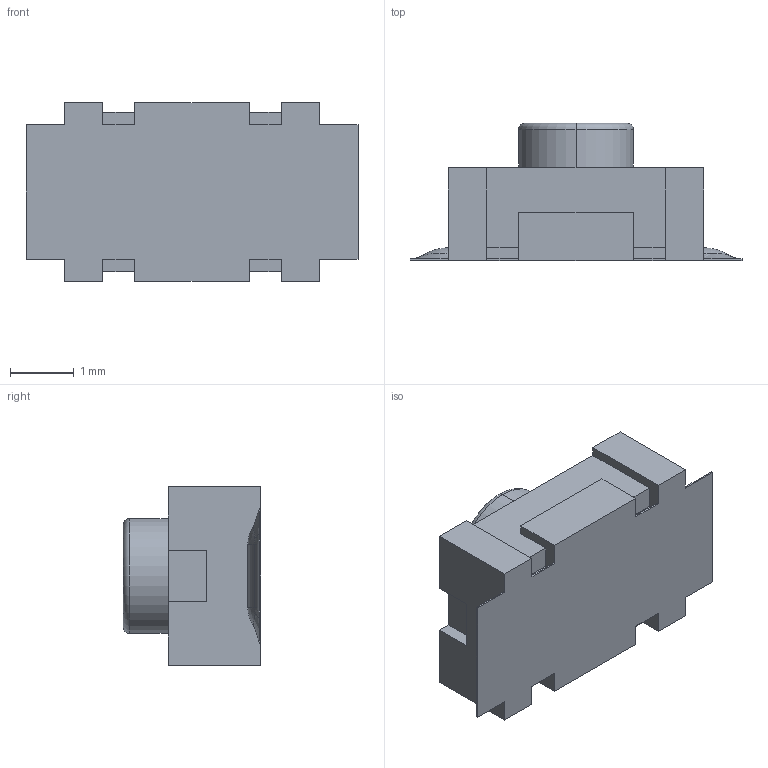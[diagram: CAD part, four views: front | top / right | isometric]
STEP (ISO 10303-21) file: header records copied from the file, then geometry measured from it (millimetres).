
FILE_DESCRIPTION (( 'STEP AP203' ), '1' );
FILE_NAME ('reset core_Default_sldprt.STEP', '2024-02-04T16:44:21', ( '' ), ( '' ), 'SwSTEP 2.0', 'SolidWorks 2023', '' );
FILE_SCHEMA (( 'CONFIG_CONTROL_DESIGN' ));
Length unit declared in the file: millimetre
Products named in the file (1): reset core_Default_sldprt
Bounding box: 5.2 x 2.15 x 2.8 mm (x, y, z)
Volume: 17.1 mm3; surface area: 52.8 mm2
Topology: 1 solids, 1 shells, 77 faces, 212 edges, 138 vertices
Faces by surface type: plane 57, bspline 8, torus 6, cylinder 6
Entity records: 2603 total; most frequent: CARTESIAN_POINT 604, ORIENTED_EDGE 424, DIRECTION 364, EDGE_CURVE 212, VECTOR 168, LINE 168, VERTEX_POINT 138, AXIS2_PLACEMENT_3D 98
